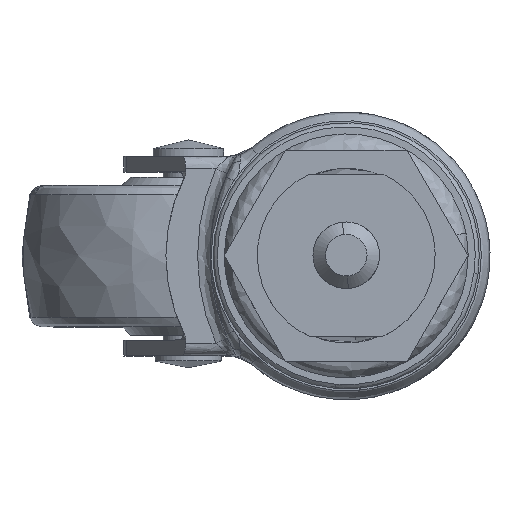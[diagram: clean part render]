
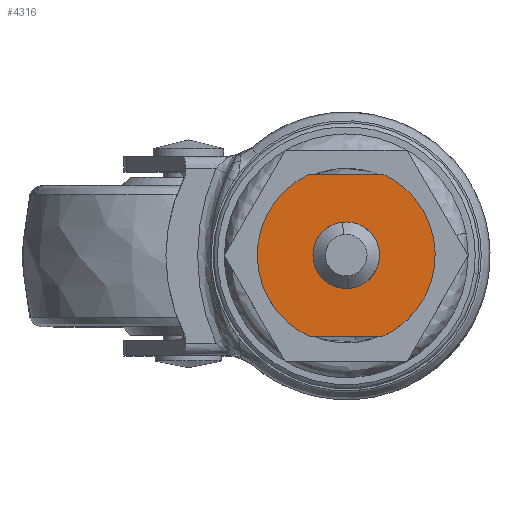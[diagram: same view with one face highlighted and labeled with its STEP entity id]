
A CAD part, top view. The second image highlights one B-rep face of the part: STEP entity #4316.
In plain terms, the highlighted free-form (B-spline) face has degree [1, 1] with [2, 2] control points.
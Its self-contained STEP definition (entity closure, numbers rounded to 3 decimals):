
#2710=CARTESIAN_POINT('',(3.897,0.902,33.9));
#2711=VERTEX_POINT('',#2710);
#2717=CARTESIAN_POINT('',(4.,0.0,33.9));
#2718=VERTEX_POINT('',#2717);
#2719=CARTESIAN_POINT('',(4.,0.0,33.9));
#2720=CARTESIAN_POINT('',(4.,0.457,33.9));
#2721=CARTESIAN_POINT('',(3.897,0.902,33.9));
#2729=(BOUNDED_CURVE()B_SPLINE_CURVE(2,(#2719,#2720,#2721),.UNSPECIFIED.,.F.,.U.)B_SPLINE_CURVE_WITH_KNOTS((3,3),(0.0,0.039),.UNSPECIFIED.)CURVE()GEOMETRIC_REPRESENTATION_ITEM()RATIONAL_B_SPLINE_CURVE((1.0,0.955,0.924))REPRESENTATION_ITEM(''));
#2730=EDGE_CURVE('',#2718,#2711,#2729,.T.);
#2732=CARTESIAN_POINT('',(-4.,0.0,33.9));
#2733=VERTEX_POINT('',#2732);
#2734=CARTESIAN_POINT('',(-4.,0.0,33.9));
#2735=CARTESIAN_POINT('',(-4.,-4.,33.9));
#2736=CARTESIAN_POINT('',(0.0,-4.,33.9));
#2737=CARTESIAN_POINT('',(4.,-4.,33.9));
#2738=CARTESIAN_POINT('',(4.,0.0,33.9));
#2746=(BOUNDED_CURVE()B_SPLINE_CURVE(2,(#2734,#2735,#2736,#2737,#2738),.UNSPECIFIED.,.F.,.U.)B_SPLINE_CURVE_WITH_KNOTS((3,2,3),(0.5,0.75,1.0),.UNSPECIFIED.)CURVE()GEOMETRIC_REPRESENTATION_ITEM()RATIONAL_B_SPLINE_CURVE((1.0,0.707,1.0,0.707,1.0))REPRESENTATION_ITEM(''));
#2747=EDGE_CURVE('',#2733,#2718,#2746,.T.);
#2749=CARTESIAN_POINT('',(0.035,4.,33.9));
#2750=VERTEX_POINT('',#2749);
#2751=CARTESIAN_POINT('',(0.035,4.,33.9));
#2752=CARTESIAN_POINT('',(0.017,4.,33.9));
#2753=CARTESIAN_POINT('',(0.0,4.,33.9));
#2754=CARTESIAN_POINT('',(-4.,4.,33.9));
#2755=CARTESIAN_POINT('',(-4.,0.0,33.9));
#2763=(BOUNDED_CURVE()B_SPLINE_CURVE(2,(#2751,#2752,#2753,#2754,#2755),.UNSPECIFIED.,.F.,.U.)B_SPLINE_CURVE_WITH_KNOTS((3,2,3),(0.248,0.25,0.5),.UNSPECIFIED.)CURVE()GEOMETRIC_REPRESENTATION_ITEM()RATIONAL_B_SPLINE_CURVE((0.996,0.998,1.0,0.707,1.0))REPRESENTATION_ITEM(''));
#2764=EDGE_CURVE('',#2750,#2733,#2763,.T.);
#2866=CARTESIAN_POINT('',(3.897,0.902,33.9));
#2867=CARTESIAN_POINT('',(3.186,3.972,33.9));
#2868=CARTESIAN_POINT('',(0.035,4.,33.9));
#2876=(BOUNDED_CURVE()B_SPLINE_CURVE(2,(#2866,#2867,#2868),.UNSPECIFIED.,.F.,.U.)B_SPLINE_CURVE_WITH_KNOTS((3,3),(0.039,0.248),.UNSPECIFIED.)CURVE()GEOMETRIC_REPRESENTATION_ITEM()RATIONAL_B_SPLINE_CURVE((0.924,0.754,0.996))REPRESENTATION_ITEM(''));
#2877=EDGE_CURVE('',#2711,#2750,#2876,.T.);
#4139=CARTESIAN_POINT('',(4.408,-9.75,33.9));
#4140=VERTEX_POINT('',#4139);
#4141=CARTESIAN_POINT('',(4.408,9.75,33.9));
#4142=VERTEX_POINT('',#4141);
#4143=CARTESIAN_POINT('',(4.408,-9.75,33.9));
#4144=CARTESIAN_POINT('',(10.7,-6.905,33.9));
#4145=CARTESIAN_POINT('',(10.7,0.,33.9));
#4146=CARTESIAN_POINT('',(10.7,6.905,33.9));
#4147=CARTESIAN_POINT('',(4.408,9.75,33.9));
#4155=(BOUNDED_CURVE()B_SPLINE_CURVE(2,(#4143,#4144,#4145,#4146,#4147),.UNSPECIFIED.,.F.,.U.)B_SPLINE_CURVE_WITH_KNOTS((3,2,3),(0.0,0.5,1.0),.UNSPECIFIED.)CURVE()GEOMETRIC_REPRESENTATION_ITEM()RATIONAL_B_SPLINE_CURVE((1.0,0.84,1.0,0.84,1.0))REPRESENTATION_ITEM(''));
#4156=EDGE_CURVE('',#4140,#4142,#4155,.T.);
#4195=CARTESIAN_POINT('',(-4.408,9.75,33.9));
#4196=VERTEX_POINT('',#4195);
#4197=CARTESIAN_POINT('',(-4.408,9.75,33.9));
#4198=CARTESIAN_POINT('',(4.408,9.75,33.9));
#4199=QUASI_UNIFORM_CURVE('',1,(#4197,#4198),.UNSPECIFIED.,.F.,.U.);
#4200=EDGE_CURVE('',#4196,#4142,#4199,.T.);
#4236=CARTESIAN_POINT('',(-4.408,-9.75,33.9));
#4237=VERTEX_POINT('',#4236);
#4238=CARTESIAN_POINT('',(-4.408,9.75,33.9));
#4239=CARTESIAN_POINT('',(-10.7,6.905,33.9));
#4240=CARTESIAN_POINT('',(-10.7,0.0,33.9));
#4241=CARTESIAN_POINT('',(-10.7,-6.905,33.9));
#4242=CARTESIAN_POINT('',(-4.408,-9.75,33.9));
#4250=(BOUNDED_CURVE()B_SPLINE_CURVE(2,(#4238,#4239,#4240,#4241,#4242),.UNSPECIFIED.,.F.,.U.)B_SPLINE_CURVE_WITH_KNOTS((3,2,3),(0.0,0.5,1.0),.UNSPECIFIED.)CURVE()GEOMETRIC_REPRESENTATION_ITEM()RATIONAL_B_SPLINE_CURVE((1.0,0.84,1.0,0.84,1.0))REPRESENTATION_ITEM(''));
#4251=EDGE_CURVE('',#4196,#4237,#4250,.T.);
#4284=CARTESIAN_POINT('',(4.408,-9.75,33.9));
#4285=CARTESIAN_POINT('',(-4.408,-9.75,33.9));
#4286=QUASI_UNIFORM_CURVE('',1,(#4284,#4285),.UNSPECIFIED.,.F.,.U.);
#4287=EDGE_CURVE('',#4140,#4237,#4286,.T.);
#4299=CARTESIAN_POINT('',(-11.769,-10.724,33.9));
#4300=CARTESIAN_POINT('',(11.769,-10.724,33.9));
#4301=CARTESIAN_POINT('',(-11.769,10.724,33.9));
#4302=CARTESIAN_POINT('',(11.769,10.724,33.9));
#4303=B_SPLINE_SURFACE_WITH_KNOTS('',1,1,((#4299,#4301),(#4300,#4302)),.UNSPECIFIED.,.F.,.F.,.U.,(2,2),(2,2),(0.042,0.958),(0.042,0.958),.UNSPECIFIED.);
#4304=ORIENTED_EDGE('',*,*,#4287,.T.);
#4305=ORIENTED_EDGE('',*,*,#4251,.F.);
#4306=ORIENTED_EDGE('',*,*,#4200,.T.);
#4307=ORIENTED_EDGE('',*,*,#4156,.F.);
#4308=EDGE_LOOP('',(#4304,#4305,#4306,#4307));
#4309=FACE_OUTER_BOUND('',#4308,.T.);
#4310=ORIENTED_EDGE('',*,*,#2747,.T.);
#4311=ORIENTED_EDGE('',*,*,#2730,.T.);
#4312=ORIENTED_EDGE('',*,*,#2877,.T.);
#4313=ORIENTED_EDGE('',*,*,#2764,.T.);
#4314=EDGE_LOOP('',(#4310,#4311,#4312,#4313));
#4315=FACE_BOUND('',#4314,.T.);
#4316=ADVANCED_FACE('',(#4309,#4315),#4303,.F.);
